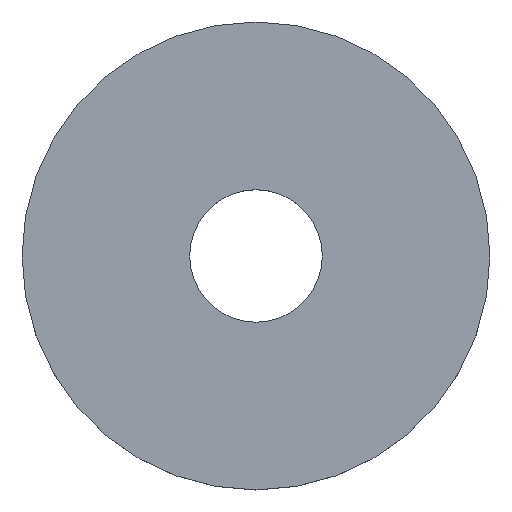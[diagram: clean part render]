
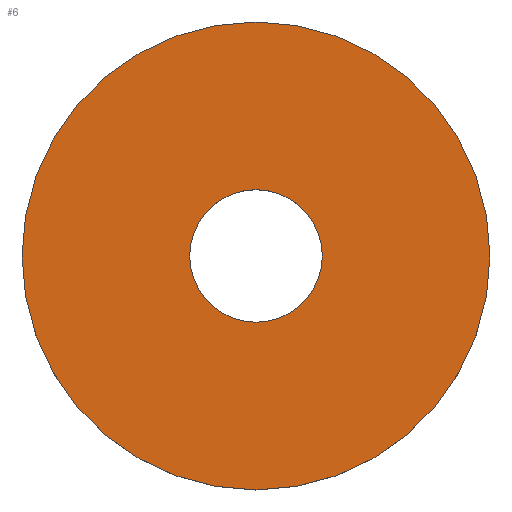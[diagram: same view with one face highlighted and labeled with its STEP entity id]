
A CAD part, top view. The second image highlights one B-rep face of the part: STEP entity #6.
In plain terms, the highlighted planar face has unit normal (0, 0, 1).
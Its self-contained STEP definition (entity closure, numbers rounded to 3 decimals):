
#5 = VERTEX_POINT ( 'NONE', #86 ) ;
#6 = ADVANCED_FACE ( 'NONE', ( #215, #200 ), #8, .T. ) ;
#8 = PLANE ( 'NONE',  #41 ) ;
#16 = EDGE_CURVE ( 'NONE', #197, #108, #66, .T. ) ;
#18 = DIRECTION ( 'NONE',  ( 0., 0., 1. ) ) ;
#19 = CARTESIAN_POINT ( 'NONE',  ( -8.5, 0., 5. ) ) ;
#20 = VERTEX_POINT ( 'NONE', #184 ) ;
#22 = DIRECTION ( 'NONE',  ( 1., 0., 0. ) ) ;
#28 = EDGE_LOOP ( 'NONE', ( #137, #118 ) ) ;
#29 = CARTESIAN_POINT ( 'NONE',  ( 0., 0., 5. ) ) ;
#41 = AXIS2_PLACEMENT_3D ( 'NONE', #29, #83, #161 ) ;
#66 = CIRCLE ( 'NONE', #181, 8.5 ) ;
#68 = CARTESIAN_POINT ( 'NONE',  ( 0., 0., 5. ) ) ;
#71 = EDGE_CURVE ( 'NONE', #108, #197, #204, .T. ) ;
#72 = DIRECTION ( 'NONE',  ( 0., 0., 1. ) ) ;
#83 = DIRECTION ( 'NONE',  ( 0., 0., 1. ) ) ;
#86 = CARTESIAN_POINT ( 'NONE',  ( 30., 0., 5. ) ) ;
#96 = ORIENTED_EDGE ( 'NONE', *, *, #145, .T. ) ;
#97 = AXIS2_PLACEMENT_3D ( 'NONE', #211, #103, #172 ) ;
#101 = AXIS2_PLACEMENT_3D ( 'NONE', #246, #72, #128 ) ;
#103 = DIRECTION ( 'NONE',  ( 0., 0., 1. ) ) ;
#108 = VERTEX_POINT ( 'NONE', #19 ) ;
#117 = EDGE_CURVE ( 'NONE', #5, #20, #138, .T. ) ;
#118 = ORIENTED_EDGE ( 'NONE', *, *, #16, .F. ) ;
#126 = DIRECTION ( 'NONE',  ( 0., 0., 1. ) ) ;
#128 = DIRECTION ( 'NONE',  ( 1., 0., 0. ) ) ;
#131 = CARTESIAN_POINT ( 'NONE',  ( 8.5, 0., 5. ) ) ;
#135 = EDGE_LOOP ( 'NONE', ( #96, #230 ) ) ;
#137 = ORIENTED_EDGE ( 'NONE', *, *, #71, .F. ) ;
#138 = CIRCLE ( 'NONE', #101, 30. ) ;
#145 = EDGE_CURVE ( 'NONE', #20, #5, #236, .T. ) ;
#161 = DIRECTION ( 'NONE',  ( 1., 0., 0. ) ) ;
#172 = DIRECTION ( 'NONE',  ( 1., 0., 0. ) ) ;
#181 = AXIS2_PLACEMENT_3D ( 'NONE', #240, #18, #187 ) ;
#184 = CARTESIAN_POINT ( 'NONE',  ( -30., 0., 5. ) ) ;
#187 = DIRECTION ( 'NONE',  ( 1., 0., 0. ) ) ;
#197 = VERTEX_POINT ( 'NONE', #131 ) ;
#200 = FACE_BOUND ( 'NONE', #28, .T. ) ;
#204 = CIRCLE ( 'NONE', #97, 8.5 ) ;
#211 = CARTESIAN_POINT ( 'NONE',  ( 0., 0., 5. ) ) ;
#215 = FACE_OUTER_BOUND ( 'NONE', #135, .T. ) ;
#230 = ORIENTED_EDGE ( 'NONE', *, *, #117, .T. ) ;
#234 = AXIS2_PLACEMENT_3D ( 'NONE', #68, #126, #22 ) ;
#236 = CIRCLE ( 'NONE', #234, 30. ) ;
#240 = CARTESIAN_POINT ( 'NONE',  ( 0., 0., 5. ) ) ;
#246 = CARTESIAN_POINT ( 'NONE',  ( 0., 0., 5. ) ) ;
